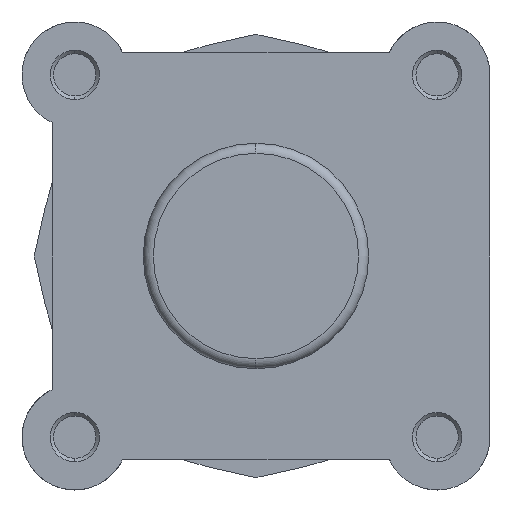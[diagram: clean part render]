
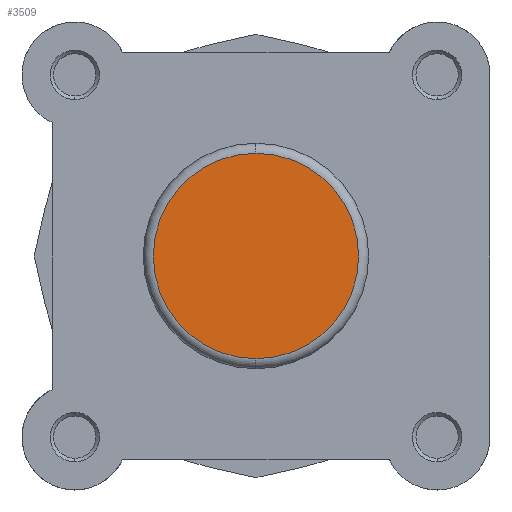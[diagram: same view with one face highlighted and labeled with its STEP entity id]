
A CAD part, left-side view. The second image highlights one B-rep face of the part: STEP entity #3509.
In plain terms, the highlighted planar face has unit normal (-1, 0, 0).
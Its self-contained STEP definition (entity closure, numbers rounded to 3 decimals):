
#463 = VERTEX_POINT ( 'NONE', #734 ) ;
#503 = VERTEX_POINT ( 'NONE', #772 ) ;
#734 = CARTESIAN_POINT ( 'NONE',  ( 0., 0., -20.4 ) ) ;
#772 = CARTESIAN_POINT ( 'NONE',  ( 0., 0., 20.4 ) ) ;
#1552 = CARTESIAN_POINT ( 'NONE',  ( 0., 0., 0. ) ) ;
#1553 = PLANE ( 'NONE',  #5524 ) ;
#1555 = DIRECTION ( 'NONE',  ( 1., 0., 0. ) ) ;
#1556 = DIRECTION ( 'NONE',  ( 0., 0., -1. ) ) ;
#2128 = EDGE_LOOP ( 'NONE', ( #3689, #3690 ) ) ;
#2500 = FACE_OUTER_BOUND ( 'NONE', #2128, .T. ) ;
#2707 = CIRCLE ( 'NONE', #5612, 20.4 ) ;
#2796 = CIRCLE ( 'NONE', #5642, 20.4 ) ;
#3509 = ADVANCED_FACE ( 'NONE', ( #2500 ), #1553, .F. ) ;
#3689 = ORIENTED_EDGE ( 'NONE', *, *, #4986, .T. ) ;
#3690 = ORIENTED_EDGE ( 'NONE', *, *, #5045, .T. ) ;
#3878 = CARTESIAN_POINT ( 'NONE',  ( 0., 0., 0. ) ) ;
#3879 = DIRECTION ( 'NONE',  ( -1., 0., 0. ) ) ;
#3880 = DIRECTION ( 'NONE',  ( 0., 0., -1. ) ) ;
#4028 = CARTESIAN_POINT ( 'NONE',  ( 0., 0., 0. ) ) ;
#4029 = DIRECTION ( 'NONE',  ( -1., 0., 0. ) ) ;
#4030 = DIRECTION ( 'NONE',  ( 0., 0., -1. ) ) ;
#4986 = EDGE_CURVE ( 'NONE', #463, #503, #2707, .T. ) ;
#5045 = EDGE_CURVE ( 'NONE', #503, #463, #2796, .T. ) ;
#5524 = AXIS2_PLACEMENT_3D ( 'NONE', #1552, #1555, #1556 ) ;
#5612 = AXIS2_PLACEMENT_3D ( 'NONE', #3878, #3879, #3880 ) ;
#5642 = AXIS2_PLACEMENT_3D ( 'NONE', #4028, #4029, #4030 ) ;
